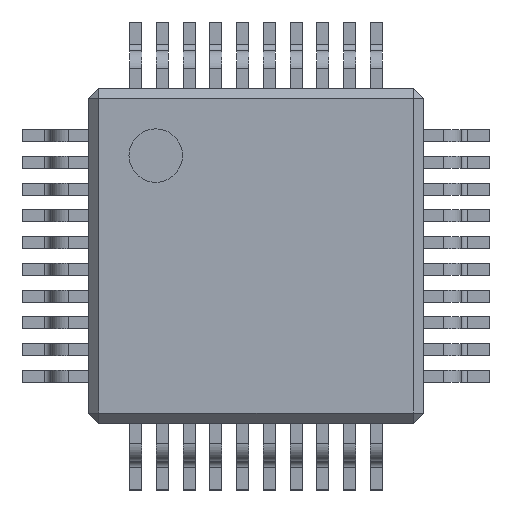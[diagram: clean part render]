
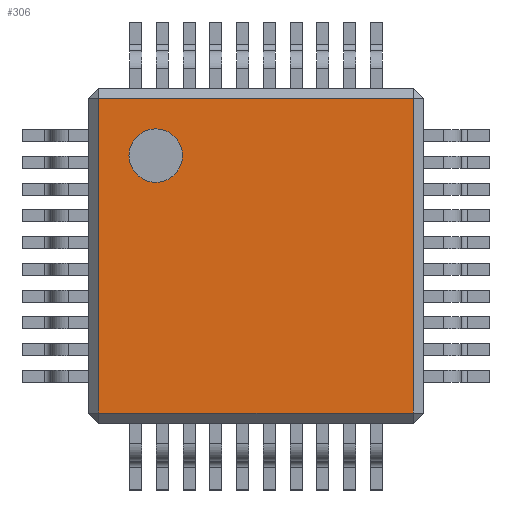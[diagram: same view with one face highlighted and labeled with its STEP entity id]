
A CAD part, top view. The second image highlights one B-rep face of the part: STEP entity #306.
In plain terms, the highlighted planar face has unit normal (0, 0, 1).
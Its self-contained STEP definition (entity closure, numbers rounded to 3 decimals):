
#13=DIRECTION('',(0.,0.,1.));
#14=DIRECTION('',(1.,0.,0.));
#104=VECTOR('',#105,1.);
#105=DIRECTION('',(0.,1.,0.));
#177=VERTEX_POINT('',#178);
#178=CARTESIAN_POINT('',(-2.35,-2.35,1.));
#186=VERTEX_POINT('',#187);
#187=CARTESIAN_POINT('',(-2.35,2.35,1.));
#192=ORIENTED_EDGE('',*,*,#193,.F.);
#193=EDGE_CURVE('',#177,#186,#194,.T.);
#194=LINE('',#195,#104);
#195=CARTESIAN_POINT('',(-2.35,-2.5,1.));
#263=VECTOR('',#14,1.);
#306=ADVANCED_FACE('',(#307,#325),#334,.T.);
#307=FACE_BOUND('',#308,.T.);
#308=EDGE_LOOP('',(#192,#309,#315,#321));
#309=ORIENTED_EDGE('',*,*,#310,.T.);
#310=EDGE_CURVE('',#177,#311,#313,.T.);
#311=VERTEX_POINT('',#312);
#312=CARTESIAN_POINT('',(2.35,-2.35,1.));
#313=LINE('',#314,#263);
#314=CARTESIAN_POINT('',(-2.5,-2.35,1.));
#315=ORIENTED_EDGE('',*,*,#316,.T.);
#316=EDGE_CURVE('',#311,#317,#319,.T.);
#317=VERTEX_POINT('',#318);
#318=CARTESIAN_POINT('',(2.35,2.35,1.));
#319=LINE('',#320,#104);
#320=CARTESIAN_POINT('',(2.35,-2.5,1.));
#321=ORIENTED_EDGE('',*,*,#322,.F.);
#322=EDGE_CURVE('',#186,#317,#323,.T.);
#323=LINE('',#324,#263);
#324=CARTESIAN_POINT('',(-2.5,2.35,1.));
#325=FACE_BOUND('',#326,.T.);
#326=EDGE_LOOP('',(#327));
#327=ORIENTED_EDGE('',*,*,#328,.F.);
#328=EDGE_CURVE('',#329,#329,#331,.T.);
#329=VERTEX_POINT('',#330);
#330=CARTESIAN_POINT('',(-1.1,1.5,1.));
#331=CIRCLE('',#332,0.4);
#332=AXIS2_PLACEMENT_3D('',#333,#13,#14);
#333=CARTESIAN_POINT('',(-1.5,1.5,1.));
#334=PLANE('',#335);
#335=AXIS2_PLACEMENT_3D('',#336,#13,#14);
#336=CARTESIAN_POINT('',(-2.5,-2.5,1.));
